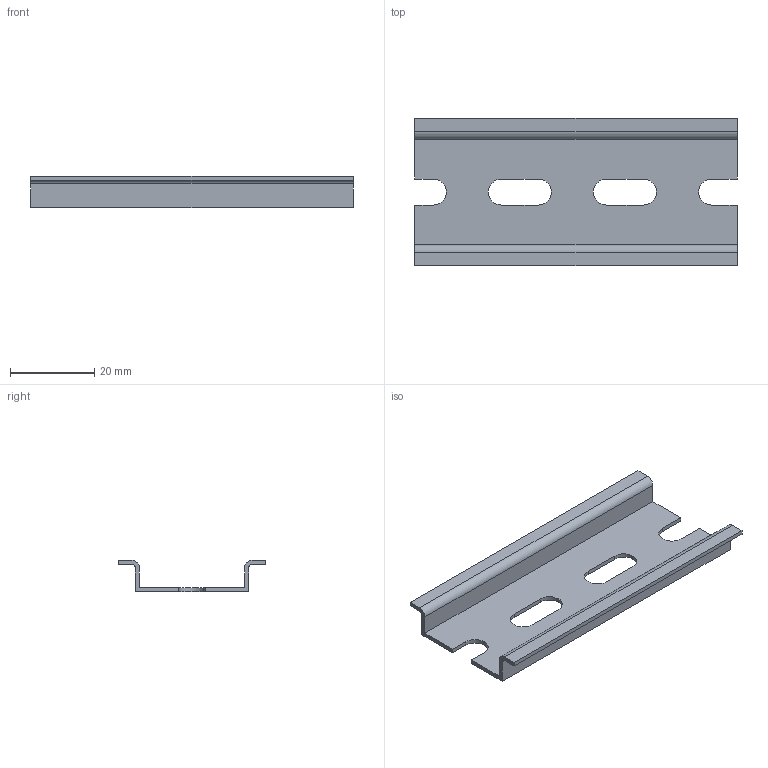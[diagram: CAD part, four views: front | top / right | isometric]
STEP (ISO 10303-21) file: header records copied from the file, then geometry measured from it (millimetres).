
FILE_DESCRIPTION(/* description */ (''),/* implementation_level */ '2;1');
FILE_NAME(/* name */ 'DIN-Rail-77mm.step',/* time_stamp */ '2023-11-29T13:39:27+01:00',/* author */ (''),/* organization */ (''),/* preprocessor_version */ 'ST-DEVELOPER v19.2',/* originating_system */ 'Autodesk Translation Framework v12.6.0.85',/* authorisation */ '');
FILE_SCHEMA (('AUTOMOTIVE_DESIGN { 1 0 10303 214 3 1 1 }'));
Length unit declared in the file: millimetre
Products named in the file (2): DIN-Rail-pxc_0801733_06_03_NS-35-7-5-PERF-2000MM_3D; NS_35_7.5_PERF_2000MM-select
Assembly tree (1 placements, depth 2):
  DIN-Rail-pxc_0801733_06_03_NS-35-7-5-PERF-2000MM_3D
    NS_35_7.5_PERF_2000MM-select
Bounding box: 76.7 x 35 x 7.5 mm (x, y, z)
Volume: 3331.2 mm3; surface area: 7011.8 mm2
Topology: 1 solids, 1 shells, 34 faces, 96 edges, 64 vertices
Faces by surface type: plane 24, cylinder 10
Entity records: 1168 total; most frequent: CARTESIAN_POINT 197, ORIENTED_EDGE 192, DIRECTION 190, EDGE_CURVE 96, LINE 76, VECTOR 76, VERTEX_POINT 64, AXIS2_PLACEMENT_3D 57
